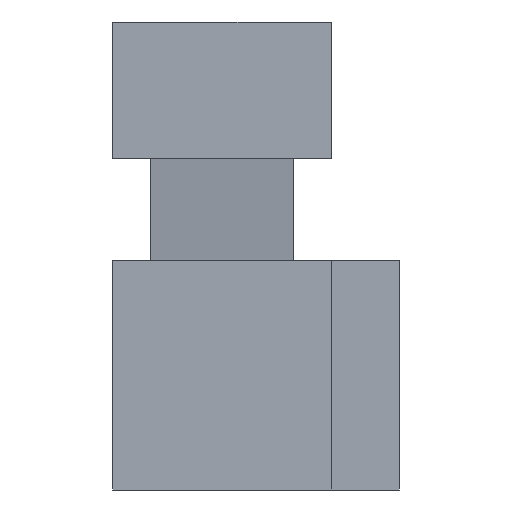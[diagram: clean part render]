
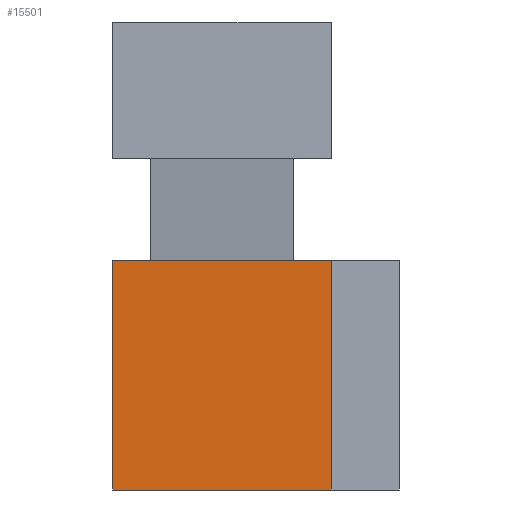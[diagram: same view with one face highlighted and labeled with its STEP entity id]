
A CAD part, left-side view. The second image highlights one B-rep face of the part: STEP entity #15501.
In plain terms, the highlighted planar face has unit normal (-1, 0, 0).
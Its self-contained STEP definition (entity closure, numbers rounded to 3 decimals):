
#2617=ORIENTED_EDGE('',*,*,#5333,.T.);
#2618=ORIENTED_EDGE('',*,*,#6252,.F.);
#2619=ORIENTED_EDGE('',*,*,#5217,.F.);
#2620=ORIENTED_EDGE('',*,*,#6251,.T.);
#5217=EDGE_CURVE('',#7477,#7478,#8939,.T.);
#5333=EDGE_CURVE('',#7594,#7593,#9055,.T.);
#6251=EDGE_CURVE('',#7477,#7594,#9973,.T.);
#6252=EDGE_CURVE('',#7478,#7593,#9974,.T.);
#7477=VERTEX_POINT('',#21458);
#7478=VERTEX_POINT('',#21460);
#7593=VERTEX_POINT('',#21691);
#7594=VERTEX_POINT('',#21693);
#8939=LINE('',#21459,#10867);
#9055=LINE('',#21692,#10983);
#9973=LINE('',#23526,#11901);
#9974=LINE('',#23528,#11902);
#10867=VECTOR('',#17166,1000.);
#10983=VECTOR('',#17284,1000.);
#11901=VECTOR('',#18996,1000.);
#11902=VECTOR('',#18999,1000.);
#13138=EDGE_LOOP('',(#2617,#2618,#2619,#2620));
#14014=FACE_BOUND('',#13138,.T.);
#14834=PLANE('',#16323);
#15501=ADVANCED_FACE('',(#14014),#14834,.F.);
#16323=AXIS2_PLACEMENT_3D('',#23527,#18997,#18998);
#17166=DIRECTION('',(0.,-1.,0.));
#17284=DIRECTION('',(0.,-1.,0.));
#18996=DIRECTION('',(0.,0.,-1.));
#18997=DIRECTION('',(1.,0.,0.));
#18998=DIRECTION('',(0.,0.,-1.));
#18999=DIRECTION('',(0.,0.,-1.));
#21458=CARTESIAN_POINT('',(-10.35,1.525,1.6));
#21459=CARTESIAN_POINT('',(-10.35,1.525,1.6));
#21460=CARTESIAN_POINT('',(-10.35,-1.525,1.6));
#21691=CARTESIAN_POINT('',(-10.35,-1.525,-1.6));
#21692=CARTESIAN_POINT('',(-10.35,1.525,-1.6));
#21693=CARTESIAN_POINT('',(-10.35,1.525,-1.6));
#23526=CARTESIAN_POINT('',(-10.35,1.525,1.6));
#23527=CARTESIAN_POINT('',(-10.35,1.525,1.6));
#23528=CARTESIAN_POINT('',(-10.35,-1.525,1.6));
